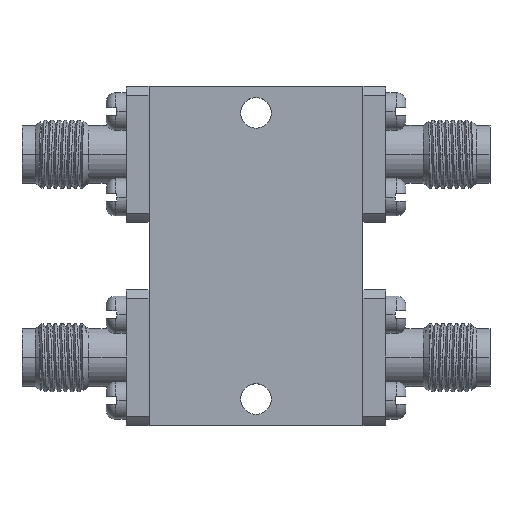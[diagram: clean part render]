
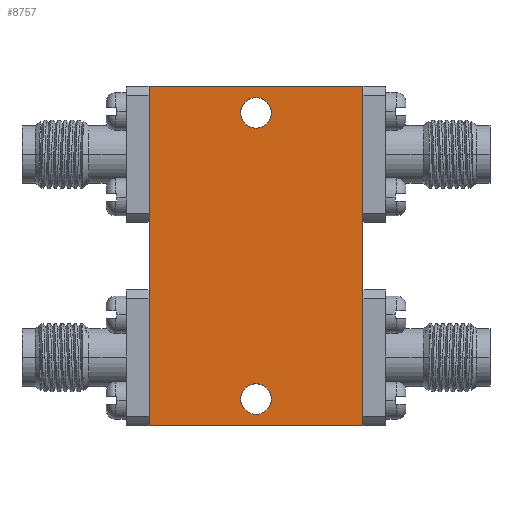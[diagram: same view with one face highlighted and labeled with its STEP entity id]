
A CAD part, top view. The second image highlights one B-rep face of the part: STEP entity #8757.
In plain terms, the highlighted planar face has unit normal (0, 0, 1).
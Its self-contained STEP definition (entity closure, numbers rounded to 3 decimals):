
#877 = CARTESIAN_POINT ( 'NONE',  ( 0., 12.7, 11. ) ) ;
#946 = EDGE_CURVE ( 'NONE', #17570, #3045, #6805, .T. ) ;
#1365 = AXIS2_PLACEMENT_3D ( 'NONE', #10487, #5810, #3066 ) ;
#1807 = CARTESIAN_POINT ( 'NONE',  ( 8., 12.7, 11. ) ) ;
#2301 = CARTESIAN_POINT ( 'NONE',  ( 0., 0., 11. ) ) ;
#2348 = VERTEX_POINT ( 'NONE', #13956 ) ;
#2383 = PLANE ( 'NONE',  #10020 ) ;
#2759 = VERTEX_POINT ( 'NONE', #7894 ) ;
#3045 = VERTEX_POINT ( 'NONE', #4795 ) ;
#3066 = DIRECTION ( 'NONE',  ( 1., 0., 0. ) ) ;
#3191 = AXIS2_PLACEMENT_3D ( 'NONE', #7384, #16303, #8817 ) ;
#3300 = DIRECTION ( 'NONE',  ( 0., 0., -1. ) ) ;
#3800 = DIRECTION ( 'NONE',  ( 0., 1., 0. ) ) ;
#3894 = LINE ( 'NONE', #5143, #8642 ) ;
#4079 = DIRECTION ( 'NONE',  ( 1., 0., 0. ) ) ;
#4217 = DIRECTION ( 'NONE',  ( -1., 0., 0. ) ) ;
#4616 = CARTESIAN_POINT ( 'NONE',  ( 8., 0., 11. ) ) ;
#4795 = CARTESIAN_POINT ( 'NONE',  ( 1.15, 10.7, 11. ) ) ;
#5000 = AXIS2_PLACEMENT_3D ( 'NONE', #11692, #3300, #13245 ) ;
#5143 = CARTESIAN_POINT ( 'NONE',  ( -8., 0., 11. ) ) ;
#5810 = DIRECTION ( 'NONE',  ( 0., 0., -1. ) ) ;
#6667 = DIRECTION ( 'NONE',  ( 1., 0., 0. ) ) ;
#6805 = CIRCLE ( 'NONE', #1365, 1.15 ) ;
#7342 = CARTESIAN_POINT ( 'NONE',  ( -8., 12.7, 11. ) ) ;
#7384 = CARTESIAN_POINT ( 'NONE',  ( 0., -10.7, 11. ) ) ;
#7813 = EDGE_CURVE ( 'NONE', #2348, #16969, #13394, .T. ) ;
#7894 = CARTESIAN_POINT ( 'NONE',  ( -8., -12.7, 11. ) ) ;
#8096 = FACE_BOUND ( 'NONE', #12707, .T. ) ;
#8176 = VECTOR ( 'NONE', #6667, 1000. ) ;
#8331 = EDGE_LOOP ( 'NONE', ( #16051, #8765 ) ) ;
#8637 = CIRCLE ( 'NONE', #5000, 1.15 ) ;
#8642 = VECTOR ( 'NONE', #3800, 1000. ) ;
#8757 = ADVANCED_FACE ( 'NONE', ( #16888, #8096, #9978 ), #2383, .T. ) ;
#8765 = ORIENTED_EDGE ( 'NONE', *, *, #946, .T. ) ;
#8817 = DIRECTION ( 'NONE',  ( 1., 0., 0. ) ) ;
#8903 = DIRECTION ( 'NONE',  ( 0., -1., 0. ) ) ;
#8947 = VERTEX_POINT ( 'NONE', #1807 ) ;
#9018 = DIRECTION ( 'NONE',  ( 1., 0., 0. ) ) ;
#9386 = VECTOR ( 'NONE', #4217, 1000. ) ;
#9651 = ORIENTED_EDGE ( 'NONE', *, *, #16553, .F. ) ;
#9978 = FACE_BOUND ( 'NONE', #8331, .T. ) ;
#10020 = AXIS2_PLACEMENT_3D ( 'NONE', #2301, #14033, #4079 ) ;
#10034 = VERTEX_POINT ( 'NONE', #7342 ) ;
#10370 = CARTESIAN_POINT ( 'NONE',  ( -1.15, 10.7, 11. ) ) ;
#10410 = EDGE_CURVE ( 'NONE', #15254, #2759, #17318, .T. ) ;
#10487 = CARTESIAN_POINT ( 'NONE',  ( 0., 10.7, 11. ) ) ;
#11199 = EDGE_LOOP ( 'NONE', ( #18768, #9651, #13814, #16968 ) ) ;
#11322 = CARTESIAN_POINT ( 'NONE',  ( 8., -12.7, 11. ) ) ;
#11484 = CARTESIAN_POINT ( 'NONE',  ( 0., -12.7, 11. ) ) ;
#11539 = AXIS2_PLACEMENT_3D ( 'NONE', #14965, #16487, #9018 ) ;
#11692 = CARTESIAN_POINT ( 'NONE',  ( 0., 10.7, 11. ) ) ;
#11702 = CIRCLE ( 'NONE', #3191, 1.15 ) ;
#11790 = LINE ( 'NONE', #4616, #12341 ) ;
#12341 = VECTOR ( 'NONE', #8903, 1000. ) ;
#12616 = CARTESIAN_POINT ( 'NONE',  ( -1.15, -10.7, 11. ) ) ;
#12707 = EDGE_LOOP ( 'NONE', ( #13506, #13859 ) ) ;
#13245 = DIRECTION ( 'NONE',  ( 1., 0., 0. ) ) ;
#13394 = CIRCLE ( 'NONE', #11539, 1.15 ) ;
#13506 = ORIENTED_EDGE ( 'NONE', *, *, #7813, .T. ) ;
#13814 = ORIENTED_EDGE ( 'NONE', *, *, #17691, .F. ) ;
#13859 = ORIENTED_EDGE ( 'NONE', *, *, #16023, .T. ) ;
#13946 = LINE ( 'NONE', #877, #8176 ) ;
#13956 = CARTESIAN_POINT ( 'NONE',  ( 1.15, -10.7, 11. ) ) ;
#14033 = DIRECTION ( 'NONE',  ( 0., 0., 1. ) ) ;
#14432 = EDGE_CURVE ( 'NONE', #2759, #10034, #3894, .T. ) ;
#14965 = CARTESIAN_POINT ( 'NONE',  ( 0., -10.7, 11. ) ) ;
#15254 = VERTEX_POINT ( 'NONE', #11322 ) ;
#16011 = EDGE_CURVE ( 'NONE', #3045, #17570, #8637, .T. ) ;
#16023 = EDGE_CURVE ( 'NONE', #16969, #2348, #11702, .T. ) ;
#16051 = ORIENTED_EDGE ( 'NONE', *, *, #16011, .T. ) ;
#16303 = DIRECTION ( 'NONE',  ( 0., 0., -1. ) ) ;
#16487 = DIRECTION ( 'NONE',  ( 0., 0., -1. ) ) ;
#16553 = EDGE_CURVE ( 'NONE', #8947, #15254, #11790, .T. ) ;
#16888 = FACE_OUTER_BOUND ( 'NONE', #11199, .T. ) ;
#16968 = ORIENTED_EDGE ( 'NONE', *, *, #14432, .F. ) ;
#16969 = VERTEX_POINT ( 'NONE', #12616 ) ;
#17318 = LINE ( 'NONE', #11484, #9386 ) ;
#17570 = VERTEX_POINT ( 'NONE', #10370 ) ;
#17691 = EDGE_CURVE ( 'NONE', #10034, #8947, #13946, .T. ) ;
#18768 = ORIENTED_EDGE ( 'NONE', *, *, #10410, .F. ) ;
